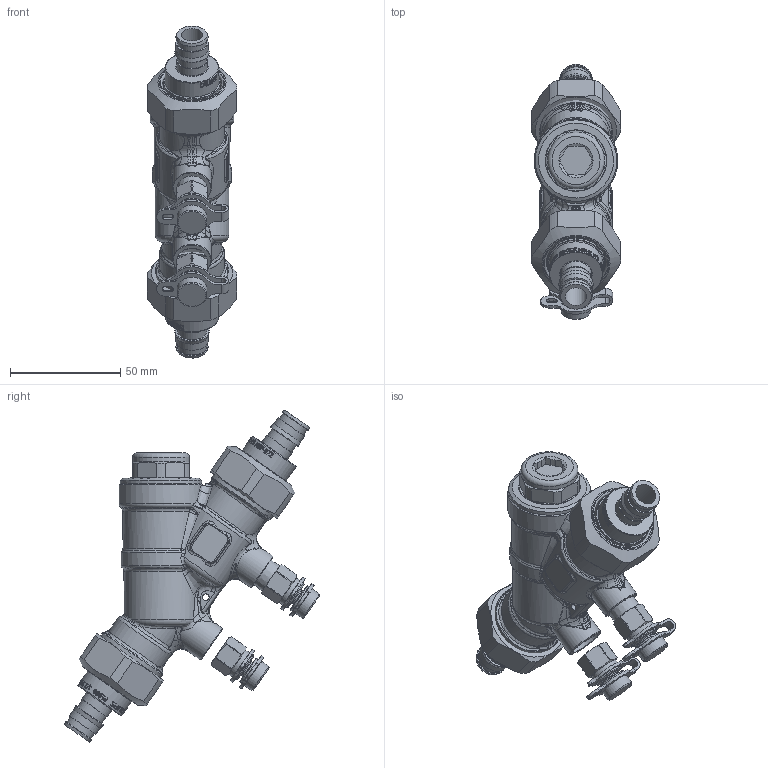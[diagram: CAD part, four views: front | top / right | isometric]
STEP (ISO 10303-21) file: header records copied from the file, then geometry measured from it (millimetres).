
FILE_DESCRIPTION(/* description */ (''),/* implementation_level */ '2;1');
FILE_NAME(/* name */ '128542AF_Simplify_1.stp',/* time_stamp */ '2025-07-22T10:17:37-05:00',/* author */ ('ischreiner'),/* organization */ (''),/* preprocessor_version */ 'ST-DEVELOPER v20',/* originating_system */ 'Autodesk Inventor 2025',/* authorisation */ '');
FILE_SCHEMA (('AUTOMOTIVE_DESIGN { 1 0 10303 214 3 1 1 }'));
Length unit declared in the file: inch
Products named in the file (1): 128542AF_Simplify_1
Bounding box: 40.63 x 115.84 x 150.67 mm (x, y, z)
Volume: 165364.2 mm3; surface area: 42627.4 mm2
Topology: 7 solids, 7 shells, 2067 faces, 5300 edges, 3338 vertices
Faces by surface type: bspline 1115, plane 577, cylinder 248, cone 77, torus 46, sphere 4
Full cylindrical faces by diameter (mm): 3 x1, 8 x2, 9.906 x2, 11.5 x2, 12 x4, 12.2 x2, 13.284 x4, 13.5 x6, 13.9 x2, 14.097 x2, 14.605 x2, 17.5 x2, 19.939 x2, 24.384 x2, 25.8 x1, 25.908 x2, 26.924 x2, 29.5 x1, 29.972 x2, 30 x2, 30.302 x2, 33.1 x2, 37 x1
Entity records: 180277 total; most frequent: CARTESIAN_POINT 134649, ORIENTED_EDGE 10564, DIRECTION 6457, EDGE_CURVE 5282, VERTEX_POINT 3338, AXIS2_PLACEMENT_3D 2392, EDGE_LOOP 2198, B_SPLINE_CURVE_WITH_KNOTS 2110
